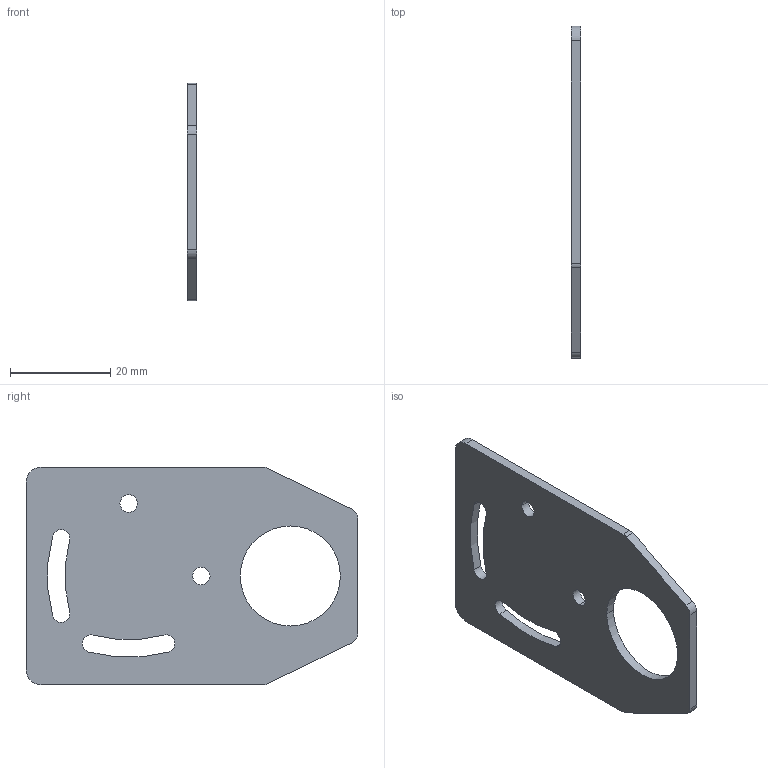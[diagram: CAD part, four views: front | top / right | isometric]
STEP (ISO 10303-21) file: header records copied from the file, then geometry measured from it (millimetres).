
FILE_DESCRIPTION((''),'2;1');
FILE_NAME('245852_ASM','2024-10-11T11:12:08',('banengservice'),('BANNER ENGINEERING'),'CREO PARAMETRIC BY PTC INC, 2022414','CREO PARAMETRIC BY PTC INC, 2022414','');
FILE_SCHEMA(('CONFIG_CONTROL_DESIGN'));
Length unit declared in the file: millimetre
Products named in the file (2): 245852_EP01; 245852_ASM
Assembly tree (1 placements, depth 2):
  245852_ASM
    245852_EP01
Bounding box: 1.91 x 66.3 x 43.5 mm (x, y, z)
Surface area: 5241.3 mm2 (no closed solid volume)
Topology: 0 solids, 1 shells, 276 faces, 789 edges, 526 vertices
Faces by surface type: plane 256, cylinder 20
Entity records: 8938 total; most frequent: CARTESIAN_POINT 1594, ORIENTED_EDGE 1574, DIRECTION 1387, EDGE_CURVE 789, VECTOR 749, LINE 749, VERTEX_POINT 526, AXIS2_PLACEMENT_3D 319
